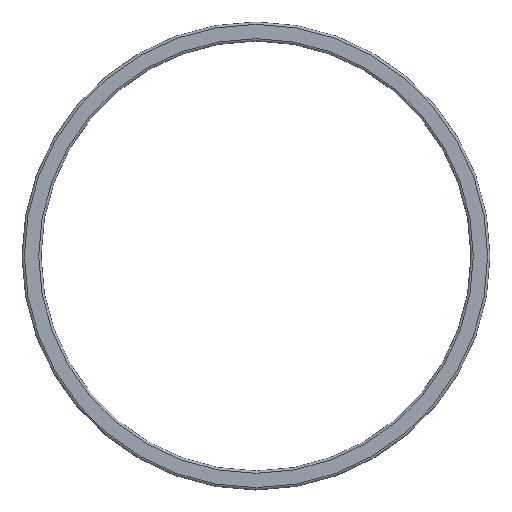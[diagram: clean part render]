
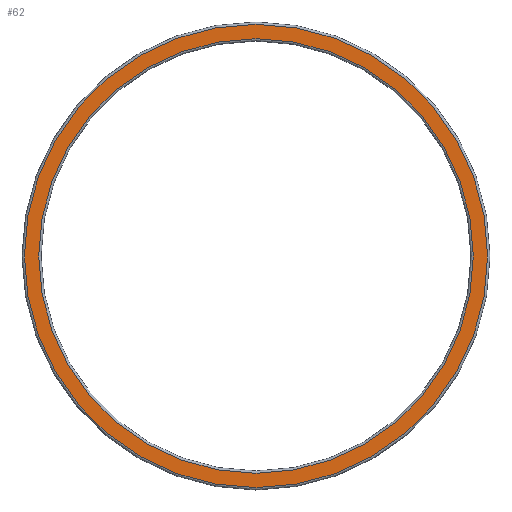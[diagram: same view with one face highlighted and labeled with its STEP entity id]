
A CAD part, top view. The second image highlights one B-rep face of the part: STEP entity #62.
In plain terms, the highlighted planar face has unit normal (0, 0, 1).
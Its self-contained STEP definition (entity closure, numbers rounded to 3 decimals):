
#62=ADVANCED_FACE('',(#134,#136),#138,.T.);
#134=FACE_BOUND('',#135,.T.);
#135=EDGE_LOOP('',(#199));
#136=FACE_BOUND('',#137,.T.);
#137=EDGE_LOOP('',(#200));
#138=PLANE('',#139);
#139=AXIS2_PLACEMENT_3D('',#140,#141,#142);
#140=CARTESIAN_POINT('',(0.,0.,2.));
#141=DIRECTION('',(0.,0.,1.));
#142=DIRECTION('',(-1.,0.,0.));
#199=ORIENTED_EDGE('',*,*,#215,.T.);
#200=ORIENTED_EDGE('',*,*,#216,.T.);
#215=EDGE_CURVE('',#225,#225,#226,.T.);
#216=EDGE_CURVE('',#227,#227,#228,.F.);
#225=VERTEX_POINT('',#247);
#226=CIRCLE('',#248,48.5);
#227=VERTEX_POINT('',#252);
#228=CIRCLE('',#253,45.5);
#247=CARTESIAN_POINT('',(-48.5,0.,2.));
#248=AXIS2_PLACEMENT_3D('',#249,#250,#251);
#249=CARTESIAN_POINT('',(0.,0.,2.));
#250=DIRECTION('',(0.,0.,1.));
#251=DIRECTION('',(-1.,0.,0.));
#252=CARTESIAN_POINT('',(-45.5,0.,2.));
#253=AXIS2_PLACEMENT_3D('',#254,#255,#256);
#254=CARTESIAN_POINT('',(0.,0.,2.));
#255=DIRECTION('',(0.,0.,1.));
#256=DIRECTION('',(-1.,0.,0.));
